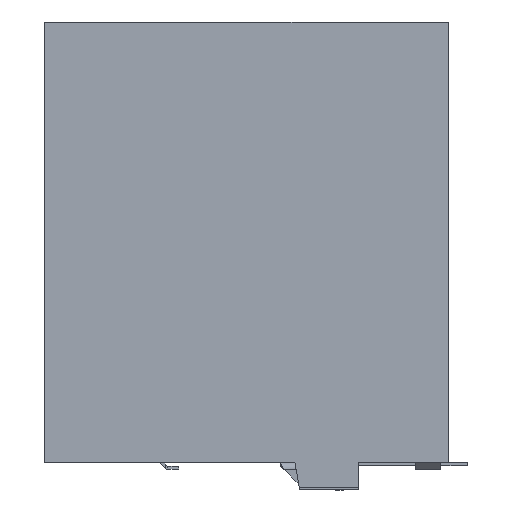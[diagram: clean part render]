
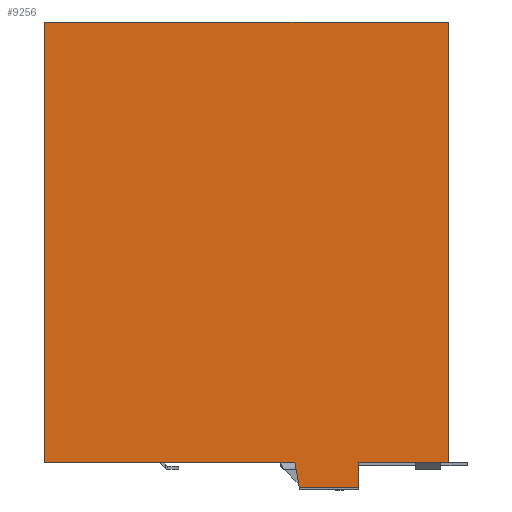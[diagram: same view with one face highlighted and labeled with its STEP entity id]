
A CAD part, left-side view. The second image highlights one B-rep face of the part: STEP entity #9256.
In plain terms, the highlighted planar face has unit normal (-1, 0, 0).
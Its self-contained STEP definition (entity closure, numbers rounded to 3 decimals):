
#92 = EDGE_CURVE ( 'NONE', #4569, #3910, #5113, .T. ) ;
#274 = VERTEX_POINT ( 'NONE', #4137 ) ;
#296 = CARTESIAN_POINT ( 'NONE',  ( -22.3, -54.9, 0. ) ) ;
#542 = CARTESIAN_POINT ( 'NONE',  ( -22.3, -13.169, -59.9 ) ) ;
#688 = DIRECTION ( 'NONE',  ( 0., 0., 1. ) ) ;
#879 = VECTOR ( 'NONE', #2596, 1000. ) ;
#908 = CARTESIAN_POINT ( 'NONE',  ( -22.3, 54.9, 0. ) ) ;
#925 = VERTEX_POINT ( 'NONE', #5864 ) ;
#1000 = ORIENTED_EDGE ( 'NONE', *, *, #92, .T. ) ;
#1052 = VECTOR ( 'NONE', #5890, 1000. ) ;
#1311 = LINE ( 'NONE', #908, #5337 ) ;
#1456 = ORIENTED_EDGE ( 'NONE', *, *, #2266, .T. ) ;
#1458 = CARTESIAN_POINT ( 'NONE',  ( -22.3, -30.45, -59.9 ) ) ;
#1655 = CARTESIAN_POINT ( 'NONE',  ( -22.3, -14.35, -66.6 ) ) ;
#1750 = CARTESIAN_POINT ( 'NONE',  ( -22.3, -54., -66.658 ) ) ;
#1846 = CARTESIAN_POINT ( 'NONE',  ( -22.3, 54.9, 59.9 ) ) ;
#2131 = CARTESIAN_POINT ( 'NONE',  ( -22.3, -30.45, 0. ) ) ;
#2158 = ORIENTED_EDGE ( 'NONE', *, *, #7858, .T. ) ;
#2180 = LINE ( 'NONE', #6644, #8268 ) ;
#2183 = VERTEX_POINT ( 'NONE', #1655 ) ;
#2266 = EDGE_CURVE ( 'NONE', #8363, #2892, #4951, .T. ) ;
#2267 = DIRECTION ( 'NONE',  ( 0., -1., 0. ) ) ;
#2458 = DIRECTION ( 'NONE',  ( -1., 0., 0. ) ) ;
#2596 = DIRECTION ( 'NONE',  ( 0., 0., -1. ) ) ;
#2626 = CARTESIAN_POINT ( 'NONE',  ( -22.3, -14.35, 0. ) ) ;
#2673 = VERTEX_POINT ( 'NONE', #1458 ) ;
#2892 = VERTEX_POINT ( 'NONE', #7865 ) ;
#2933 = CARTESIAN_POINT ( 'NONE',  ( -22.3, -14.35, -66.658 ) ) ;
#3096 = ORIENTED_EDGE ( 'NONE', *, *, #4378, .T. ) ;
#3243 = ORIENTED_EDGE ( 'NONE', *, *, #6243, .T. ) ;
#3301 = DIRECTION ( 'NONE',  ( 0., -1., 0. ) ) ;
#3873 = VECTOR ( 'NONE', #3944, 1000. ) ;
#3910 = VERTEX_POINT ( 'NONE', #4522 ) ;
#3944 = DIRECTION ( 'NONE',  ( 0., -1., 0. ) ) ;
#3956 = EDGE_CURVE ( 'NONE', #2673, #8363, #4791, .T. ) ;
#3981 = CARTESIAN_POINT ( 'NONE',  ( -22.3, -54., -59.9 ) ) ;
#4047 = ORIENTED_EDGE ( 'NONE', *, *, #3956, .T. ) ;
#4137 = CARTESIAN_POINT ( 'NONE',  ( -22.3, -13.169, -59.9 ) ) ;
#4272 = VECTOR ( 'NONE', #7733, 1000. ) ;
#4338 = ORIENTED_EDGE ( 'NONE', *, *, #7491, .T. ) ;
#4378 = EDGE_CURVE ( 'NONE', #2183, #4569, #7285, .T. ) ;
#4522 = CARTESIAN_POINT ( 'NONE',  ( -22.3, -30.45, -66.658 ) ) ;
#4569 = VERTEX_POINT ( 'NONE', #2933 ) ;
#4668 = ORIENTED_EDGE ( 'NONE', *, *, #4811, .T. ) ;
#4716 = LINE ( 'NONE', #2131, #6202 ) ;
#4791 = LINE ( 'NONE', #3981, #3873 ) ;
#4811 = EDGE_CURVE ( 'NONE', #4928, #925, #1311, .T. ) ;
#4928 = VERTEX_POINT ( 'NONE', #1846 ) ;
#4951 = LINE ( 'NONE', #296, #9300 ) ;
#5113 = LINE ( 'NONE', #1750, #7977 ) ;
#5259 = DIRECTION ( 'NONE',  ( 0., 0., -1. ) ) ;
#5288 = CARTESIAN_POINT ( 'NONE',  ( -22.3, -54., 0. ) ) ;
#5328 = FACE_OUTER_BOUND ( 'NONE', #9363, .T. ) ;
#5337 = VECTOR ( 'NONE', #5259, 1000. ) ;
#5864 = CARTESIAN_POINT ( 'NONE',  ( -22.3, 54.9, -59.9 ) ) ;
#5890 = DIRECTION ( 'NONE',  ( 0., 1., 0. ) ) ;
#6139 = EDGE_CURVE ( 'NONE', #274, #2183, #7595, .T. ) ;
#6202 = VECTOR ( 'NONE', #688, 1000. ) ;
#6243 = EDGE_CURVE ( 'NONE', #2892, #4928, #8399, .T. ) ;
#6644 = CARTESIAN_POINT ( 'NONE',  ( -22.3, -54., -59.9 ) ) ;
#6707 = AXIS2_PLACEMENT_3D ( 'NONE', #5288, #2458, #7596 ) ;
#7285 = LINE ( 'NONE', #2626, #879 ) ;
#7491 = EDGE_CURVE ( 'NONE', #925, #274, #2180, .T. ) ;
#7503 = PLANE ( 'NONE',  #6707 ) ;
#7595 = LINE ( 'NONE', #542, #4272 ) ;
#7596 = DIRECTION ( 'NONE',  ( 0., -1., 0. ) ) ;
#7733 = DIRECTION ( 'NONE',  ( 0., -0.174, -0.985 ) ) ;
#7858 = EDGE_CURVE ( 'NONE', #3910, #2673, #4716, .T. ) ;
#7865 = CARTESIAN_POINT ( 'NONE',  ( -22.3, -54.9, 59.9 ) ) ;
#7977 = VECTOR ( 'NONE', #3301, 1000. ) ;
#8268 = VECTOR ( 'NONE', #2267, 1000. ) ;
#8363 = VERTEX_POINT ( 'NONE', #9343 ) ;
#8381 = ORIENTED_EDGE ( 'NONE', *, *, #6139, .T. ) ;
#8399 = LINE ( 'NONE', #8801, #1052 ) ;
#8801 = CARTESIAN_POINT ( 'NONE',  ( -22.3, -54., 59.9 ) ) ;
#9128 = DIRECTION ( 'NONE',  ( 0., 0., 1. ) ) ;
#9256 = ADVANCED_FACE ( 'NONE', ( #5328 ), #7503, .T. ) ;
#9300 = VECTOR ( 'NONE', #9128, 1000. ) ;
#9343 = CARTESIAN_POINT ( 'NONE',  ( -22.3, -54.9, -59.9 ) ) ;
#9363 = EDGE_LOOP ( 'NONE', ( #3243, #4668, #4338, #8381, #3096, #1000, #2158, #4047, #1456 ) ) ;
